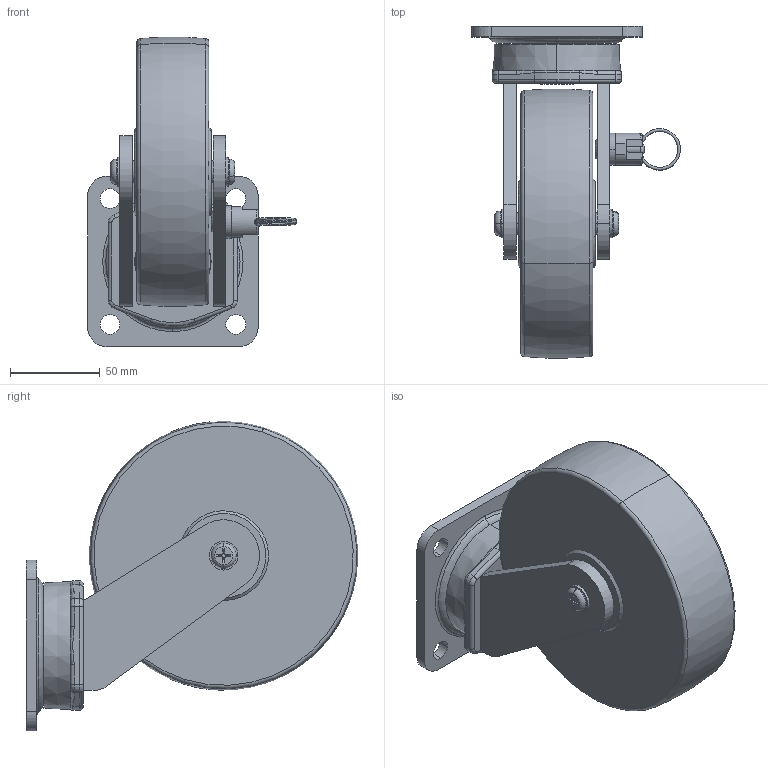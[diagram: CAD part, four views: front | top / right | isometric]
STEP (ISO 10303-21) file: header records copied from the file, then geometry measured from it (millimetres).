
FILE_DESCRIPTION (( 'STEP AP203' ), '1' );
FILE_NAME ('ACMM-150SFB ASSY.STEP', '2016-09-19T01:00:12', ( '' ), ( '' ), 'SwSTEP 2.0', 'SolidWorks 2016', '' );
FILE_SCHEMA (( 'CONFIG_CONTROL_DESIGN' ));
Length unit declared in the file: millimetre
Products named in the file (1): ACMM-150SFB ASSY
Bounding box: 116.32 x 184.81 x 172.41 mm (x, y, z)
Volume: 861631.9 mm3; surface area: 135544.9 mm2
Topology: 13 solids, 13 shells, 572 faces, 1427 edges, 870 vertices
Faces by surface type: cylinder 211, plane 184, cone 80, torus 58, bspline 39
Entity records: 21322 total; most frequent: CARTESIAN_POINT 7945, DIRECTION 2846, ORIENTED_EDGE 2738, EDGE_CURVE 1369, AXIS2_PLACEMENT_3D 1118, VERTEX_POINT 870, EDGE_LOOP 647, VECTOR 610
